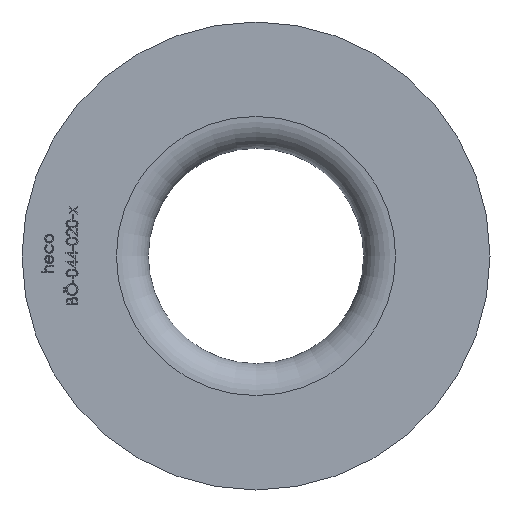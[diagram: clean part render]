
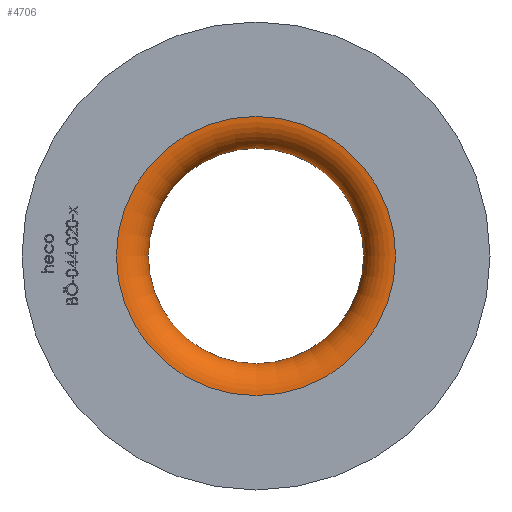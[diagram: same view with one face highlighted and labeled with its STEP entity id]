
A CAD part, left-side view. The second image highlights one B-rep face of the part: STEP entity #4706.
In plain terms, the highlighted toroidal (fillet/blend) face has major radius 26.25 mm and minor radius 6 mm.
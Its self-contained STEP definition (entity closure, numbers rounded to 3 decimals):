
#421 = EDGE_CURVE ( 'NONE', #8710, #8710, #11592, .T. ) ;
#546 = FACE_OUTER_BOUND ( 'NONE', #12745, .T. ) ;
#601 = DIRECTION ( 'NONE',  ( 0., 0., 1. ) ) ;
#960 = ORIENTED_EDGE ( 'NONE', *, *, #421, .T. ) ;
#991 = AXIS2_PLACEMENT_3D ( 'NONE', #1413, #2840, #601 ) ;
#1413 = CARTESIAN_POINT ( 'NONE',  ( 0., 0., 0. ) ) ;
#2840 = DIRECTION ( 'NONE',  ( -1., 0., 0. ) ) ;
#2857 = DIRECTION ( 'NONE',  ( -1., 0., 0. ) ) ;
#3187 = DIRECTION ( 'NONE',  ( 0., 0., 1. ) ) ;
#3995 = AXIS2_PLACEMENT_3D ( 'NONE', #10053, #5336, #3187 ) ;
#4073 = CARTESIAN_POINT ( 'NONE',  ( 6., 0., 0. ) ) ;
#4480 = CARTESIAN_POINT ( 'NONE',  ( 6., 0., 20.25 ) ) ;
#4706 = ADVANCED_FACE ( 'NONE', ( #5004, #546 ), #12584, .T. ) ;
#5004 = FACE_OUTER_BOUND ( 'NONE', #14046, .T. ) ;
#5336 = DIRECTION ( 'NONE',  ( -1., 0., 0. ) ) ;
#5622 = CIRCLE ( 'NONE', #3995, 20.25 ) ;
#6341 = EDGE_CURVE ( 'NONE', #8033, #8033, #5622, .T. ) ;
#8033 = VERTEX_POINT ( 'NONE', #4480 ) ;
#8710 = VERTEX_POINT ( 'NONE', #12075 ) ;
#10053 = CARTESIAN_POINT ( 'NONE',  ( 6., 0., 0. ) ) ;
#11592 = CIRCLE ( 'NONE', #991, 26.25 ) ;
#12075 = CARTESIAN_POINT ( 'NONE',  ( 0., 0., 26.25 ) ) ;
#12118 = AXIS2_PLACEMENT_3D ( 'NONE', #4073, #2857, #13032 ) ;
#12584 = TOROIDAL_SURFACE ( 'NONE', #12118, 26.25, 6. ) ;
#12745 = EDGE_LOOP ( 'NONE', ( #960 ) ) ;
#13032 = DIRECTION ( 'NONE',  ( 0., 0., 1. ) ) ;
#13463 = ORIENTED_EDGE ( 'NONE', *, *, #6341, .F. ) ;
#14046 = EDGE_LOOP ( 'NONE', ( #13463 ) ) ;
